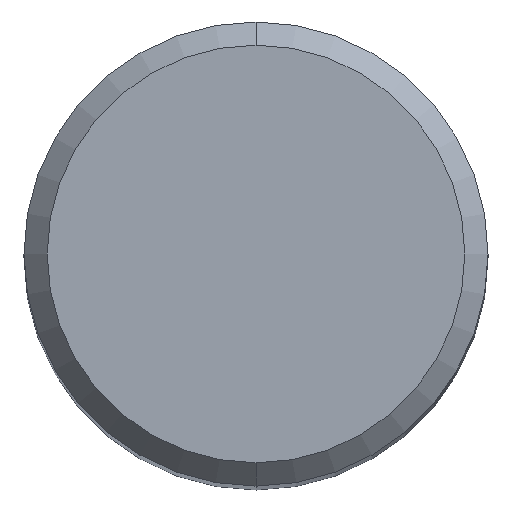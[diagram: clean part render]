
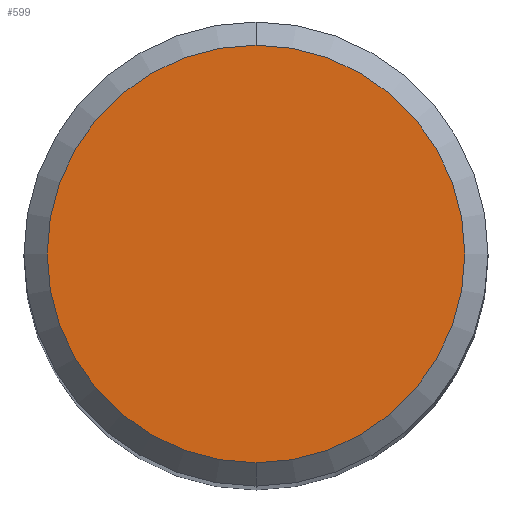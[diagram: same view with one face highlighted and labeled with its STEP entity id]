
A CAD part, top view. The second image highlights one B-rep face of the part: STEP entity #599.
In plain terms, the highlighted planar face has unit normal (0, 0, 1).
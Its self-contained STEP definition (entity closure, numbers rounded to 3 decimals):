
#447=VERTEX_POINT('',#1112);
#599=ADVANCED_FACE('',(#1281),#1282,.T.);
#611=VERTEX_POINT('',#1295);
#635=EDGE_CURVE('',#447,#611,#1320,.T.);
#695=EDGE_CURVE('',#611,#447,#1387,.T.);
#1112=CARTESIAN_POINT('',(0.0,5.4,0.0));
#1281=FACE_OUTER_BOUND('',#4923,.T.);
#1282=PLANE('',#4924);
#1295=CARTESIAN_POINT('',(0.,-5.4,0.0));
#1320=CIRCLE('',#5224,5.4);
#1387=CIRCLE('',#6882,5.4);
#4923=EDGE_LOOP('',(#10856,#10857));
#4924=AXIS2_PLACEMENT_3D('',#10858,#10859,#10860);
#5224=AXIS2_PLACEMENT_3D('',#10885,#10886,#10887);
#6882=AXIS2_PLACEMENT_3D('',#10974,#10975,#10976);
#10856=ORIENTED_EDGE('',*,*,#635,.F.);
#10857=ORIENTED_EDGE('',*,*,#695,.F.);
#10858=CARTESIAN_POINT('',(0.0,2.7,0.0));
#10859=DIRECTION('',(-0.0,0.0,1.0));
#10860=DIRECTION('',(0.0,-1.0,0.0));
#10885=CARTESIAN_POINT('',(0.0,0.0,0.0));
#10886=DIRECTION('',(0.0,0.0,-1.0));
#10887=DIRECTION('',(0.0,1.0,0.0));
#10974=CARTESIAN_POINT('',(0.0,0.0,0.0));
#10975=DIRECTION('',(0.0,0.0,-1.0));
#10976=DIRECTION('',(0.0,1.0,0.0));
